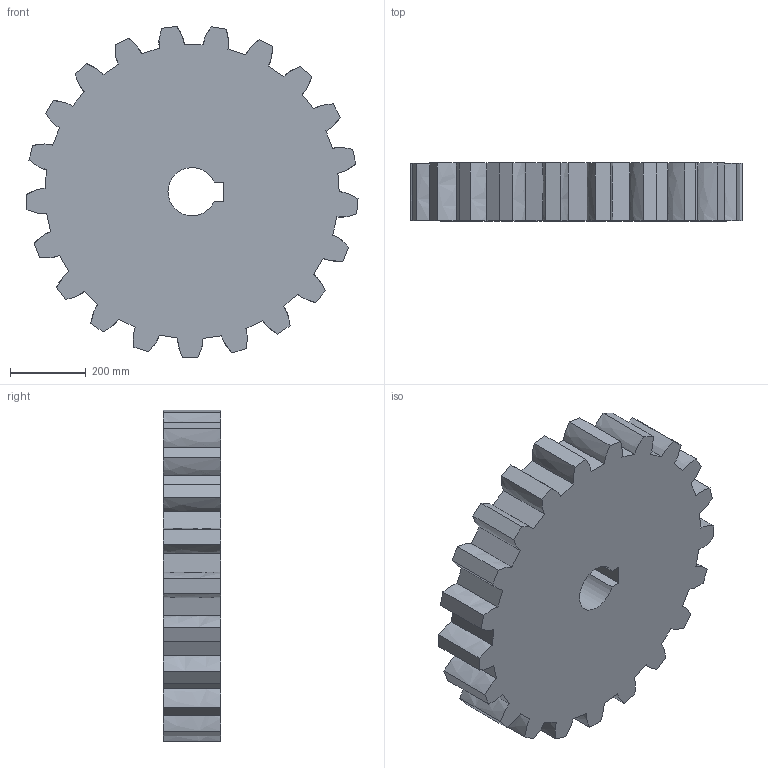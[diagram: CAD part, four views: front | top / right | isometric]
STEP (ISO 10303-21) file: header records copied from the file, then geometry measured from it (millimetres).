
FILE_DESCRIPTION((('zoo.dev export')), '2;1');
FILE_NAME('dump.step', '1970-01-01T00:00:00+00:00', ('Author unknown'), ('Organization unknown'), 'zoo.dev beta', 'zoo.dev', 'Authorization unknown');
FILE_SCHEMA(('AP203_CONFIGURATION_CONTROLLED_3D_DESIGN_OF_MECHANICAL_PARTS_AND_ASSEMBLIES_MIM_LF'));
Length unit declared in the file: metre
Products named in the file (1): UNIDENTIFIED_PRODUCT
Bounding box: 875.87 x 152.4 x 874.22 mm (x, y, z)
Volume: 79190318.5 mm3; surface area: 1735154 mm2
Topology: 1 solids, 1 shells, 90 faces, 264 edges, 176 vertices
Faces by surface type: plane 47, bspline 42, cylinder 1
Entity records: 3991 total; most frequent: CARTESIAN_POINT 1916, ORIENTED_EDGE 528, EDGE_CURVE 264, DIRECTION 231, VECTOR 178, LINE 178, VERTEX_POINT 176, EDGE_LOOP 92
